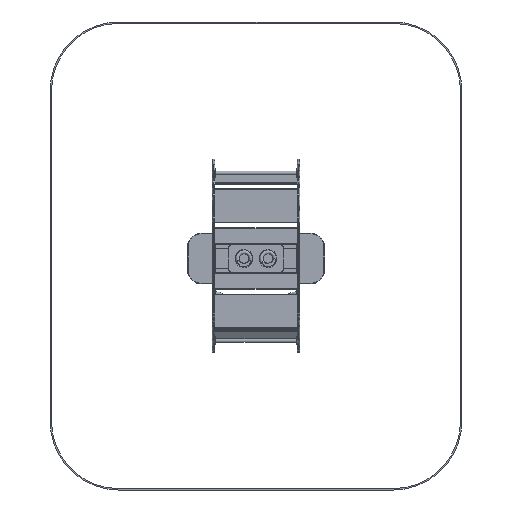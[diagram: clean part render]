
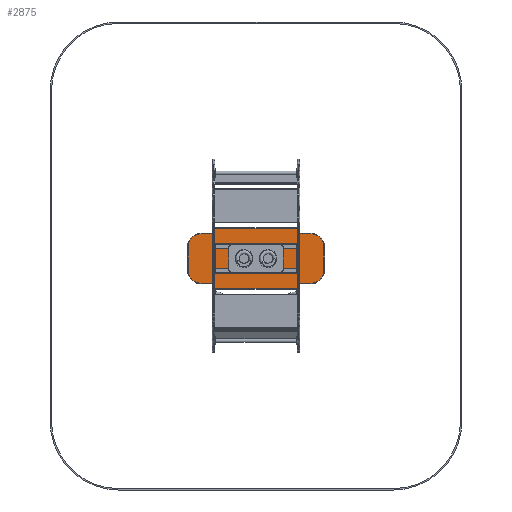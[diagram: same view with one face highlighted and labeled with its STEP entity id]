
A CAD part, front view. The second image highlights one B-rep face of the part: STEP entity #2875.
In plain terms, the highlighted face is planar.
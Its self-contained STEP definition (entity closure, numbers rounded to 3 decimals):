
#2875=ADVANCED_FACE('',(#31710),#31712,.T.);
#31710=FACE_BOUND('',#31711,.T.);
#31711=EDGE_LOOP('',(#33550,#33551,#33552,#33553,#33554,#33555,#33556,#33557,#33558,
#33559,#33560,#33561,#33562,#33563,#33564,#33565));
#31712=PLANE('',#31713);
#31713=AXIS2_PLACEMENT_3D('',#31714,#31715,#31716);
#31714=CARTESIAN_POINT('',(0.,0.,0.));
#31715=DIRECTION('',(0.,0.,1.));
#31716=DIRECTION('',(1.,0.,0.));
#33550=ORIENTED_EDGE('',*,*,#34493,.T.);
#33551=ORIENTED_EDGE('',*,*,#34494,.T.);
#33552=ORIENTED_EDGE('',*,*,#34495,.T.);
#33553=ORIENTED_EDGE('',*,*,#34496,.T.);
#33554=ORIENTED_EDGE('',*,*,#34497,.T.);
#33555=ORIENTED_EDGE('',*,*,#34436,.T.);
#33556=ORIENTED_EDGE('',*,*,#34498,.T.);
#33557=ORIENTED_EDGE('',*,*,#34441,.T.);
#33558=ORIENTED_EDGE('',*,*,#34499,.T.);
#33559=ORIENTED_EDGE('',*,*,#34500,.T.);
#33560=ORIENTED_EDGE('',*,*,#34501,.T.);
#33561=ORIENTED_EDGE('',*,*,#34502,.T.);
#33562=ORIENTED_EDGE('',*,*,#34503,.T.);
#33563=ORIENTED_EDGE('',*,*,#34463,.T.);
#33564=ORIENTED_EDGE('',*,*,#34504,.T.);
#33565=ORIENTED_EDGE('',*,*,#34473,.T.);
#34436=EDGE_CURVE('',#35427,#35439,#35441,.T.);
#34441=EDGE_CURVE('',#35450,#35447,#35451,.T.);
#34463=EDGE_CURVE('',#35488,#35485,#35489,.T.);
#34473=EDGE_CURVE('',#35506,#35503,#35507,.T.);
#34493=EDGE_CURVE('',#35503,#35538,#35539,.T.);
#34494=EDGE_CURVE('',#35538,#35540,#35541,.T.);
#34495=EDGE_CURVE('',#35540,#35542,#35543,.T.);
#34496=EDGE_CURVE('',#35542,#35544,#35545,.T.);
#34497=EDGE_CURVE('',#35544,#35427,#35546,.T.);
#34498=EDGE_CURVE('',#35439,#35450,#35547,.T.);
#34499=EDGE_CURVE('',#35447,#35548,#35549,.T.);
#34500=EDGE_CURVE('',#35548,#35550,#35551,.T.);
#34501=EDGE_CURVE('',#35550,#35552,#35553,.T.);
#34502=EDGE_CURVE('',#35552,#35554,#35555,.T.);
#34503=EDGE_CURVE('',#35554,#35488,#35556,.T.);
#34504=EDGE_CURVE('',#35485,#35506,#35557,.T.);
#35427=VERTEX_POINT('',#39800);
#35439=VERTEX_POINT('',#39827);
#35441=LINE('',#39832,#39833);
#35447=VERTEX_POINT('',#39846);
#35450=VERTEX_POINT('',#39852);
#35451=LINE('',#39853,#39854);
#35485=VERTEX_POINT('',#39936);
#35488=VERTEX_POINT('',#39942);
#35489=LINE('',#39943,#39944);
#35503=VERTEX_POINT('',#39978);
#35506=VERTEX_POINT('',#39984);
#35507=LINE('',#39985,#39986);
#35538=VERTEX_POINT('',#40063);
#35539=LINE('',#40064,#40065);
#35540=VERTEX_POINT('',#40067);
#35541=CIRCLE('',#40068,95.);
#35542=VERTEX_POINT('',#40072);
#35543=LINE('',#40073,#40074);
#35544=VERTEX_POINT('',#40076);
#35545=CIRCLE('',#40077,95.);
#35546=LINE('',#40081,#40082);
#35547=LINE('',#40084,#40085);
#35548=VERTEX_POINT('',#40087);
#35549=LINE('',#40088,#40089);
#35550=VERTEX_POINT('',#40091);
#35551=CIRCLE('',#40092,95.);
#35552=VERTEX_POINT('',#40096);
#35553=LINE('',#40097,#40098);
#35554=VERTEX_POINT('',#40100);
#35555=CIRCLE('',#40101,95.);
#35556=LINE('',#40105,#40106);
#35557=LINE('',#40108,#40109);
#39800=CARTESIAN_POINT('',(45.5,600.,0.));
#39827=CARTESIAN_POINT('',(5.,600.,0.));
#39832=CARTESIAN_POINT('',(45.5,600.,0.));
#39833=VECTOR('',#39834,1.);
#39834=DIRECTION('',(-1.,0.,0.));
#39846=CARTESIAN_POINT('',(45.5,0.,0.));
#39852=CARTESIAN_POINT('',(5.,0.,0.));
#39853=CARTESIAN_POINT('',(5.,0.,0.));
#39854=VECTOR('',#39855,1.);
#39855=DIRECTION('',(1.,0.,0.));
#39936=CARTESIAN_POINT('',(445.,0.,0.));
#39942=CARTESIAN_POINT('',(404.5,0.,0.));
#39943=CARTESIAN_POINT('',(404.5,0.,0.));
#39944=VECTOR('',#39945,1.);
#39945=DIRECTION('',(1.,0.,0.));
#39978=CARTESIAN_POINT('',(404.5,600.,0.));
#39984=CARTESIAN_POINT('',(445.,600.,0.));
#39985=CARTESIAN_POINT('',(445.,600.,0.));
#39986=VECTOR('',#39987,1.);
#39987=DIRECTION('',(-1.,0.,0.));
#40063=CARTESIAN_POINT('',(404.5,700.,0.));
#40064=CARTESIAN_POINT('',(404.5,600.,0.));
#40065=VECTOR('',#40066,1.);
#40066=DIRECTION('',(0.,1.,0.));
#40067=CARTESIAN_POINT('',(309.5,795.,0.));
#40068=AXIS2_PLACEMENT_3D('',#40069,#40070,#40071);
#40069=CARTESIAN_POINT('',(309.5,700.,0.));
#40070=DIRECTION('',(0.,0.,1.));
#40071=DIRECTION('',(1.,0.,0.));
#40072=CARTESIAN_POINT('',(140.5,795.,0.));
#40073=CARTESIAN_POINT('',(309.5,795.,0.));
#40074=VECTOR('',#40075,1.);
#40075=DIRECTION('',(-1.,0.,0.));
#40076=CARTESIAN_POINT('',(45.5,700.,0.));
#40077=AXIS2_PLACEMENT_3D('',#40078,#40079,#40080);
#40078=CARTESIAN_POINT('',(140.5,700.,0.));
#40079=DIRECTION('',(0.,0.,1.));
#40080=DIRECTION('',(0.,1.,0.));
#40081=CARTESIAN_POINT('',(45.5,700.,0.));
#40082=VECTOR('',#40083,1.);
#40083=DIRECTION('',(0.,-1.,0.));
#40084=CARTESIAN_POINT('',(5.,600.,0.));
#40085=VECTOR('',#40086,1.);
#40086=DIRECTION('',(0.,-1.,0.));
#40087=CARTESIAN_POINT('',(45.5,-100.,0.));
#40088=CARTESIAN_POINT('',(45.5,0.,0.));
#40089=VECTOR('',#40090,1.);
#40090=DIRECTION('',(0.,-1.,0.));
#40091=CARTESIAN_POINT('',(140.5,-195.,0.));
#40092=AXIS2_PLACEMENT_3D('',#40093,#40094,#40095);
#40093=CARTESIAN_POINT('',(140.5,-100.,0.));
#40094=DIRECTION('',(0.,0.,1.));
#40095=DIRECTION('',(-1.,0.,0.));
#40096=CARTESIAN_POINT('',(309.5,-195.,0.));
#40097=CARTESIAN_POINT('',(140.5,-195.,0.));
#40098=VECTOR('',#40099,1.);
#40099=DIRECTION('',(1.,0.,0.));
#40100=CARTESIAN_POINT('',(404.5,-100.,0.));
#40101=AXIS2_PLACEMENT_3D('',#40102,#40103,#40104);
#40102=CARTESIAN_POINT('',(309.5,-100.,0.));
#40103=DIRECTION('',(0.,0.,1.));
#40104=DIRECTION('',(0.,-1.,0.));
#40105=CARTESIAN_POINT('',(404.5,-100.,0.));
#40106=VECTOR('',#40107,1.);
#40107=DIRECTION('',(0.,1.,0.));
#40108=CARTESIAN_POINT('',(445.,0.,0.));
#40109=VECTOR('',#40110,1.);
#40110=DIRECTION('',(0.,1.,0.));
